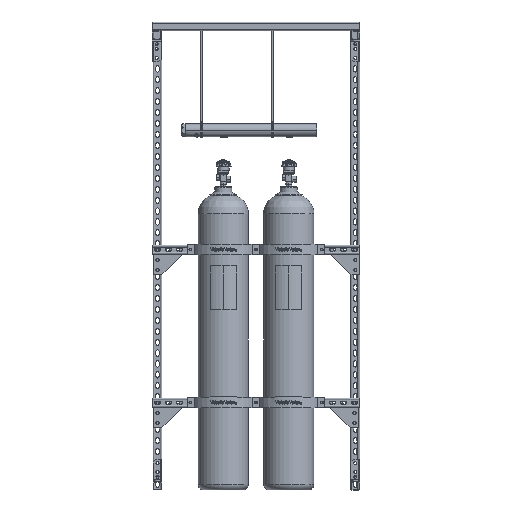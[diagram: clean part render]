
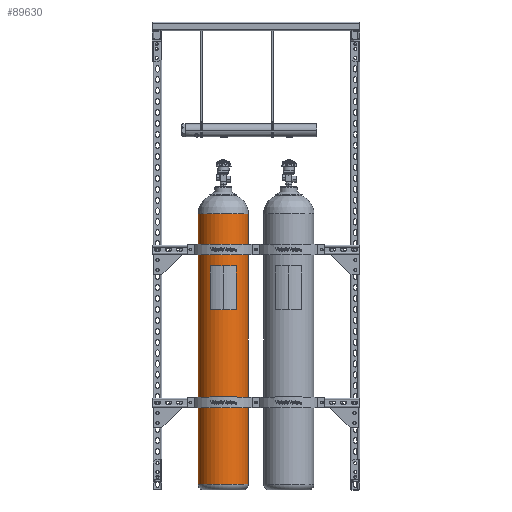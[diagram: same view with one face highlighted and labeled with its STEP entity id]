
A CAD part, top view. The second image highlights one B-rep face of the part: STEP entity #89630.
In plain terms, the highlighted cylindrical face has radius 116.635 mm (diameter 233.269 mm), a partial arc.
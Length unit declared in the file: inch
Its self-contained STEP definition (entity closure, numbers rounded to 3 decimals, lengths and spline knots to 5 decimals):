
#1118 = EDGE_CURVE ( 'NONE', #59697, #69305, #45774, .T. ) ;
#3610 = LINE ( 'NONE', #38944, #48925 ) ;
#15344 = CARTESIAN_POINT ( 'NONE',  ( 0., -4.92411, 0. ) ) ;
#17810 = CARTESIAN_POINT ( 'NONE',  ( 0., 0., 0. ) ) ;
#18077 = CARTESIAN_POINT ( 'NONE',  ( 4.59191, -4.92411, 0. ) ) ;
#18469 = EDGE_LOOP ( 'NONE', ( #79331, #23112, #64262, #59820 ) ) ;
#20433 = AXIS2_PLACEMENT_3D ( 'NONE', #41495, #74594, #62322 ) ;
#23112 = ORIENTED_EDGE ( 'NONE', *, *, #1118, .T. ) ;
#23720 = DIRECTION ( 'NONE',  ( -1., 0., 0. ) ) ;
#31962 = EDGE_CURVE ( 'NONE', #63640, #69305, #69417, .T. ) ;
#32639 = DIRECTION ( 'NONE',  ( 0., 1., 0. ) ) ;
#37762 = CARTESIAN_POINT ( 'NONE',  ( -4.59191, -4.92411, 0. ) ) ;
#38944 = CARTESIAN_POINT ( 'NONE',  ( -4.59191, 0., 0. ) ) ;
#40410 = AXIS2_PLACEMENT_3D ( 'NONE', #15344, #48438, #63818 ) ;
#41495 = CARTESIAN_POINT ( 'NONE',  ( 0., -54.5, 0. ) ) ;
#42862 = AXIS2_PLACEMENT_3D ( 'NONE', #17810, #80375, #23720 ) ;
#43206 = EDGE_CURVE ( 'NONE', #62974, #59697, #81241, .T. ) ;
#45774 = LINE ( 'NONE', #73440, #81028 ) ;
#48438 = DIRECTION ( 'NONE',  ( 0., 1., 0. ) ) ;
#48925 = VECTOR ( 'NONE', #81096, 39.37008 ) ;
#49448 = CARTESIAN_POINT ( 'NONE',  ( -4.59191, -54.5, 0. ) ) ;
#58171 = CYLINDRICAL_SURFACE ( 'NONE', #42862, 4.59191 ) ;
#59083 = FACE_OUTER_BOUND ( 'NONE', #18469, .T. ) ;
#59697 = VERTEX_POINT ( 'NONE', #60258 ) ;
#59820 = ORIENTED_EDGE ( 'NONE', *, *, #69711, .F. ) ;
#60258 = CARTESIAN_POINT ( 'NONE',  ( 4.59191, -54.5, 0. ) ) ;
#62322 = DIRECTION ( 'NONE',  ( -1., 0., 0. ) ) ;
#62974 = VERTEX_POINT ( 'NONE', #49448 ) ;
#63640 = VERTEX_POINT ( 'NONE', #37762 ) ;
#63818 = DIRECTION ( 'NONE',  ( -1., 0., 0. ) ) ;
#64262 = ORIENTED_EDGE ( 'NONE', *, *, #31962, .F. ) ;
#69305 = VERTEX_POINT ( 'NONE', #18077 ) ;
#69417 = CIRCLE ( 'NONE', #40410, 4.59191 ) ;
#69711 = EDGE_CURVE ( 'NONE', #62974, #63640, #3610, .T. ) ;
#73440 = CARTESIAN_POINT ( 'NONE',  ( 4.59191, 0., 0. ) ) ;
#74594 = DIRECTION ( 'NONE',  ( 0., 1., 0. ) ) ;
#79331 = ORIENTED_EDGE ( 'NONE', *, *, #43206, .T. ) ;
#80375 = DIRECTION ( 'NONE',  ( 0., 1., 0. ) ) ;
#81028 = VECTOR ( 'NONE', #32639, 39.37008 ) ;
#81096 = DIRECTION ( 'NONE',  ( 0., 1., 0. ) ) ;
#81241 = CIRCLE ( 'NONE', #20433, 4.59191 ) ;
#89630 = ADVANCED_FACE ( 'NONE', ( #59083 ), #58171, .T. ) ;
